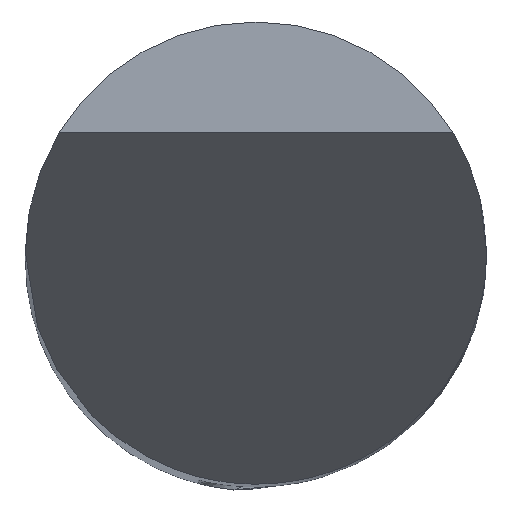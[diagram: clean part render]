
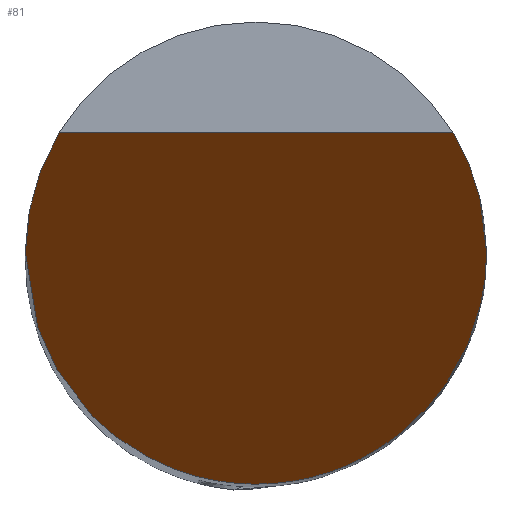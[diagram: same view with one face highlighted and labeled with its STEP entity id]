
A CAD part, top view. The second image highlights one B-rep face of the part: STEP entity #81.
In plain terms, the highlighted planar face has unit normal (0, -0.866, 0.5).
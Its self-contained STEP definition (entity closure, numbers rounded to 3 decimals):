
#81=ADVANCED_FACE('',(#127),#108,.T.);
#108=PLANE('',#574);
#127=FACE_OUTER_BOUND('',#156,.T.);
#156=EDGE_LOOP('',(#204,#205,#206,#207));
#204=ORIENTED_EDGE('',*,*,#379,.T.);
#205=ORIENTED_EDGE('',*,*,#380,.T.);
#206=ORIENTED_EDGE('',*,*,#381,.T.);
#207=ORIENTED_EDGE('',*,*,#382,.T.);
#328=VERTEX_POINT('',#780);
#329=VERTEX_POINT('',#781);
#330=VERTEX_POINT('',#788);
#331=VERTEX_POINT('',#793);
#379=EDGE_CURVE('',#328,#329,#445,.T.);
#380=EDGE_CURVE('',#329,#330,#519,.T.);
#381=EDGE_CURVE('',#330,#331,#520,.T.);
#382=EDGE_CURVE('',#331,#328,#521,.T.);
#445=LINE('',#782,#480);
#480=VECTOR('',#632,1.);
#519=(
BOUNDED_CURVE()
B_SPLINE_CURVE(3,(#784,#785,#786,#787),.UNSPECIFIED.,.F.,.F.)
B_SPLINE_CURVE_WITH_KNOTS((4,4),(0.,1.),.UNSPECIFIED.)
CURVE()
GEOMETRIC_REPRESENTATION_ITEM()
RATIONAL_B_SPLINE_CURVE((1.,0.975,0.975,1.))
REPRESENTATION_ITEM('')
);
#520=(
BOUNDED_CURVE()
B_SPLINE_CURVE(3,(#789,#790,#791,#792),.UNSPECIFIED.,.F.,.F.)
B_SPLINE_CURVE_WITH_KNOTS((4,4),(0.,1.),.UNSPECIFIED.)
CURVE()
GEOMETRIC_REPRESENTATION_ITEM()
RATIONAL_B_SPLINE_CURVE((1.,0.333,0.333,1.))
REPRESENTATION_ITEM('')
);
#521=(
BOUNDED_CURVE()
B_SPLINE_CURVE(3,(#794,#795,#796,#797),.UNSPECIFIED.,.F.,.F.)
B_SPLINE_CURVE_WITH_KNOTS((4,4),(0.,1.),.UNSPECIFIED.)
CURVE()
GEOMETRIC_REPRESENTATION_ITEM()
RATIONAL_B_SPLINE_CURVE((1.,0.975,0.975,1.))
REPRESENTATION_ITEM('')
);
#574=AXIS2_PLACEMENT_3D('',#798,#635,#636);
#632=DIRECTION('',(-1.,0.,0.));
#635=DIRECTION('',(0.,-0.866,0.5));
#636=DIRECTION('',(0.,0.5,0.866));
#780=CARTESIAN_POINT('',(2.136,1.299,2.25));
#781=CARTESIAN_POINT('',(-2.136,1.299,2.25));
#782=CARTESIAN_POINT('',(-69.962,1.299,2.25));
#784=CARTESIAN_POINT('',(-2.136,1.299,2.25));
#785=CARTESIAN_POINT('',(-2.376,0.905,1.568));
#786=CARTESIAN_POINT('',(-2.5,0.461,0.799));
#787=CARTESIAN_POINT('',(-2.5,0.,0.));
#788=CARTESIAN_POINT('',(-2.5,0.,0.));
#789=CARTESIAN_POINT('',(-2.5,0.,0.));
#790=CARTESIAN_POINT('',(-2.5,-5.,-8.66));
#791=CARTESIAN_POINT('',(2.5,-5.,-8.66));
#792=CARTESIAN_POINT('',(2.5,0.,0.));
#793=CARTESIAN_POINT('',(2.5,0.,0.));
#794=CARTESIAN_POINT('',(2.5,0.,0.));
#795=CARTESIAN_POINT('',(2.5,0.461,0.799));
#796=CARTESIAN_POINT('',(2.376,0.905,1.568));
#797=CARTESIAN_POINT('',(2.136,1.299,2.25));
#798=CARTESIAN_POINT('',(-69.962,4.054,7.021));
